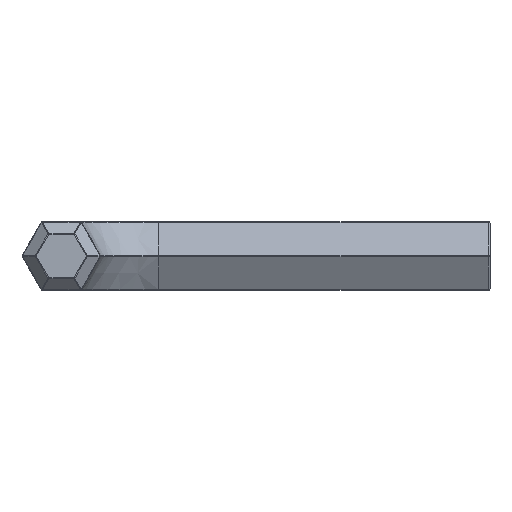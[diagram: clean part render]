
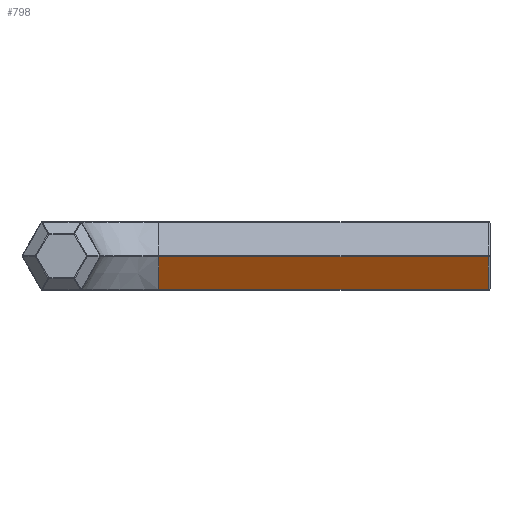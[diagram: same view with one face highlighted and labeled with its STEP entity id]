
A CAD part, front view. The second image highlights one B-rep face of the part: STEP entity #798.
In plain terms, the highlighted planar face has unit normal (0, -0.866, -0.5).
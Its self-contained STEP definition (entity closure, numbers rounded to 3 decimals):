
#136 = DIRECTION ( 'NONE',  ( 1., 0., 0. ) ) ;
#204 = CARTESIAN_POINT ( 'NONE',  ( 4.25, 108.518, 0. ) ) ;
#444 = CARTESIAN_POINT ( 'NONE',  ( 18.68, 109.364, -1.465 ) ) ;
#512 = VECTOR ( 'NONE', #2609, 1000. ) ;
#555 = CARTESIAN_POINT ( 'NONE',  ( 4.25, 108.518, 0. ) ) ;
#682 = ORIENTED_EDGE ( 'NONE', *, *, #2207, .T. ) ;
#741 = PLANE ( 'NONE',  #3398 ) ;
#798 = ADVANCED_FACE ( 'NONE', ( #3081 ), #741, .T. ) ;
#859 = ORIENTED_EDGE ( 'NONE', *, *, #2648, .T. ) ;
#887 = LINE ( 'NONE', #555, #2626 ) ;
#1075 = DIRECTION ( 'NONE',  ( 0., 0.5, -0.866 ) ) ;
#1133 = VERTEX_POINT ( 'NONE', #3063 ) ;
#1162 = CARTESIAN_POINT ( 'NONE',  ( 4.25, 108.538, -0.035 ) ) ;
#1358 = VERTEX_POINT ( 'NONE', #3751 ) ;
#1460 = CARTESIAN_POINT ( 'NONE',  ( 18.68, 108.518, 0. ) ) ;
#1471 = DIRECTION ( 'NONE',  ( 0., 0.5, -0.866 ) ) ;
#1568 = CARTESIAN_POINT ( 'NONE',  ( 4.25, 109.364, -1.465 ) ) ;
#1682 = VERTEX_POINT ( 'NONE', #444 ) ;
#1806 = ORIENTED_EDGE ( 'NONE', *, *, #3322, .T. ) ;
#1855 = EDGE_LOOP ( 'NONE', ( #859, #2708, #682, #1806 ) ) ;
#2207 = EDGE_CURVE ( 'NONE', #1133, #1358, #887, .T. ) ;
#2609 = DIRECTION ( 'NONE',  ( 0., -0.5, 0.866 ) ) ;
#2626 = VECTOR ( 'NONE', #1471, 1000. ) ;
#2648 = EDGE_CURVE ( 'NONE', #1682, #2920, #2806, .T. ) ;
#2708 = ORIENTED_EDGE ( 'NONE', *, *, #2968, .T. ) ;
#2801 = DIRECTION ( 'NONE',  ( 0., -0.866, -0.5 ) ) ;
#2806 = LINE ( 'NONE', #1460, #512 ) ;
#2844 = VECTOR ( 'NONE', #3198, 1000. ) ;
#2920 = VERTEX_POINT ( 'NONE', #3052 ) ;
#2968 = EDGE_CURVE ( 'NONE', #2920, #1133, #3762, .T. ) ;
#3052 = CARTESIAN_POINT ( 'NONE',  ( 18.68, 108.538, -0.035 ) ) ;
#3063 = CARTESIAN_POINT ( 'NONE',  ( 4.25, 108.538, -0.035 ) ) ;
#3081 = FACE_OUTER_BOUND ( 'NONE', #1855, .T. ) ;
#3198 = DIRECTION ( 'NONE',  ( -1., 0., 0. ) ) ;
#3322 = EDGE_CURVE ( 'NONE', #1358, #1682, #3350, .T. ) ;
#3350 = LINE ( 'NONE', #1568, #3727 ) ;
#3398 = AXIS2_PLACEMENT_3D ( 'NONE', #204, #2801, #1075 ) ;
#3727 = VECTOR ( 'NONE', #136, 1000. ) ;
#3751 = CARTESIAN_POINT ( 'NONE',  ( 4.25, 109.364, -1.465 ) ) ;
#3762 = LINE ( 'NONE', #1162, #2844 ) ;
